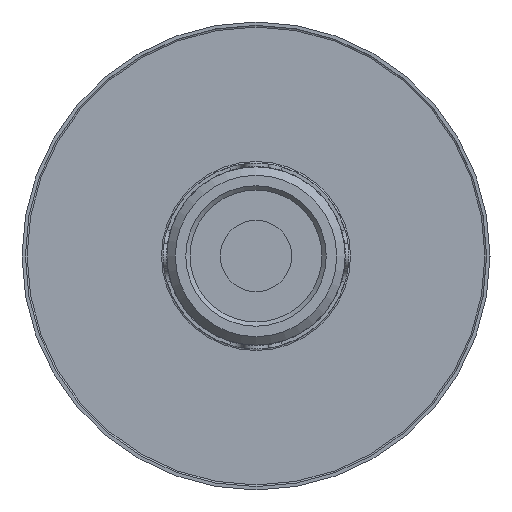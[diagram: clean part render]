
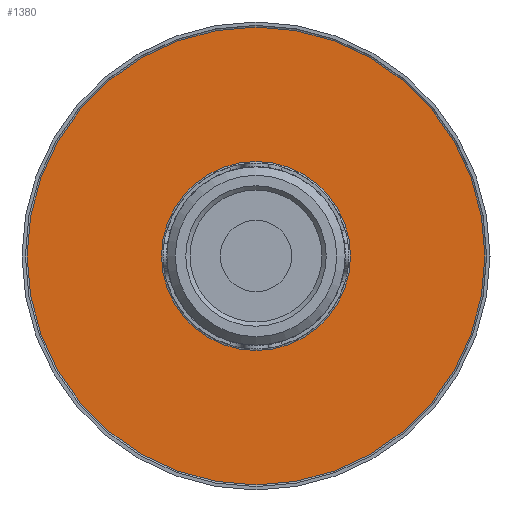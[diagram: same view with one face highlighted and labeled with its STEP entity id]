
A CAD part, left-side view. The second image highlights one B-rep face of the part: STEP entity #1380.
In plain terms, the highlighted face is planar.
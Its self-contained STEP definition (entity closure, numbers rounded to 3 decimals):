
#149=PLANE('',#1530);
#217=CIRCLE('',#1529,11.1);
#218=CIRCLE('',#1531,26.9);
#368=ORIENTED_EDGE('',*,*,#569,.T.);
#369=ORIENTED_EDGE('',*,*,#568,.F.);
#568=EDGE_CURVE('',#693,#693,#217,.T.);
#569=EDGE_CURVE('',#694,#694,#218,.T.);
#693=VERTEX_POINT('',#2437);
#694=VERTEX_POINT('',#2440);
#825=EDGE_LOOP('',(#368));
#826=EDGE_LOOP('',(#369));
#957=FACE_BOUND('',#825,.T.);
#958=FACE_BOUND('',#826,.T.);
#1380=ADVANCED_FACE('',(#957,#958),#149,.T.);
#1529=AXIS2_PLACEMENT_3D('',#2436,#1792,#1793);
#1530=AXIS2_PLACEMENT_3D('',#2438,#1794,#1795);
#1531=AXIS2_PLACEMENT_3D('',#2439,#1796,#1797);
#1792=DIRECTION('',(0.,0.,1.));
#1793=DIRECTION('',(1.,0.,0.));
#1794=DIRECTION('',(0.,0.,1.));
#1795=DIRECTION('',(1.,0.,0.));
#1796=DIRECTION('',(0.,0.,1.));
#1797=DIRECTION('',(1.,0.,0.));
#2436=CARTESIAN_POINT('',(0.,0.,-5.6));
#2437=CARTESIAN_POINT('',(11.1,0.,-5.6));
#2438=CARTESIAN_POINT('',(-26.9,0.,-5.6));
#2439=CARTESIAN_POINT('',(0.,0.,-5.6));
#2440=CARTESIAN_POINT('',(26.9,0.,-5.6));
